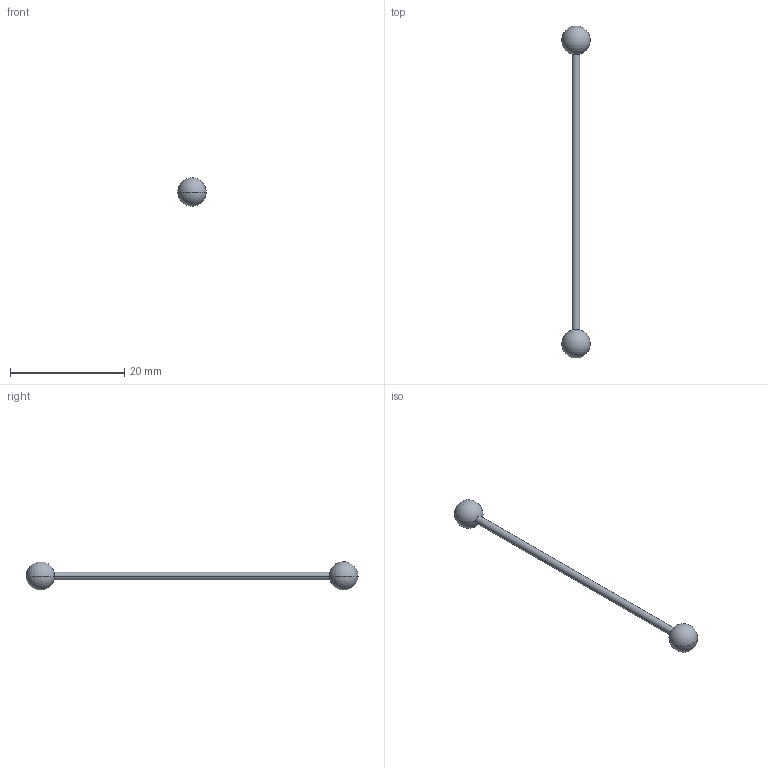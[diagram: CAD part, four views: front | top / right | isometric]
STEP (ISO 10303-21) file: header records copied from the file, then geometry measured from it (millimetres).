
FILE_DESCRIPTION((''),'2;1');
FILE_NAME('SERVO_PLATE_CONNECTINGROD','2019-08-24T12:46:12',('Chris'),(''),'CREO PARAMETRIC BY PTC INC, 2018500','CREO PARAMETRIC BY PTC INC, 2018500','');
FILE_SCHEMA(('CONFIG_CONTROL_DESIGN'));
Length unit declared in the file: millimetre
Products named in the file (1): SERVO_PLATE_CONNECTINGROD
Bounding box: 4.99 x 58 x 4.98 mm (x, y, z)
Volume: 203.8 mm3; surface area: 364.3 mm2
Topology: 1 solids, 1 shells, 6 faces, 14 edges, 6 vertices
Faces by surface type: sphere 4, cylinder 2
Entity records: 184 total; most frequent: DIRECTION 30, CARTESIAN_POINT 22, ORIENTED_EDGE 20, AXIS2_PLACEMENT_3D 14, EDGE_CURVE 10, CIRCLE 8, VERTEX_POINT 6, EDGE_LOOP 6
